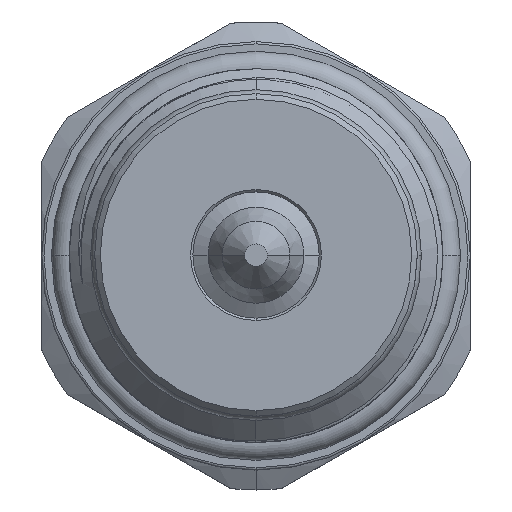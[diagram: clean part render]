
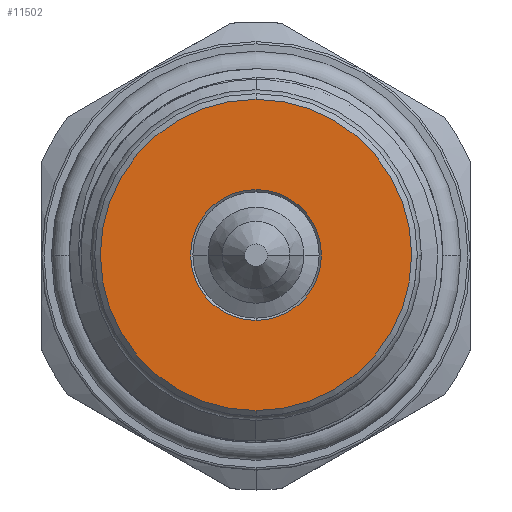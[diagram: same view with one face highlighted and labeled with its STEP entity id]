
A CAD part, top view. The second image highlights one B-rep face of the part: STEP entity #11502.
In plain terms, the highlighted planar face has unit normal (0, 0, 1).
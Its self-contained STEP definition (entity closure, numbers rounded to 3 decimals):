
#615 = CARTESIAN_POINT ( 'NONE',  ( 0., 0., 5. ) ) ;
#616 = DIRECTION ( 'NONE',  ( 0., 0., 1. ) ) ;
#617 = DIRECTION ( 'NONE',  ( 0., 1., 0. ) ) ;
#2877 = EDGE_LOOP ( 'NONE', ( #4187, #4170 ) ) ;
#2948 = EDGE_LOOP ( 'NONE', ( #4169, #4168 ) ) ;
#4168 = ORIENTED_EDGE ( 'NONE', *, *, #7626, .T. ) ;
#4169 = ORIENTED_EDGE ( 'NONE', *, *, #7830, .T. ) ;
#4170 = ORIENTED_EDGE ( 'NONE', *, *, #7831, .T. ) ;
#4187 = ORIENTED_EDGE ( 'NONE', *, *, #7027, .T. ) ;
#4887 = PLANE ( 'NONE',  #7202 ) ;
#4888 = CARTESIAN_POINT ( 'NONE',  ( 0., 0., 5. ) ) ;
#4893 = DIRECTION ( 'NONE',  ( 0., 0., 1. ) ) ;
#4894 = DIRECTION ( 'NONE',  ( 0., 1., 0. ) ) ;
#5627 = CARTESIAN_POINT ( 'NONE',  ( 0., 5.8, 5. ) ) ;
#5629 = CARTESIAN_POINT ( 'NONE',  ( 0., -5.8, 5. ) ) ;
#7027 = EDGE_CURVE ( 'NONE', #10115, #10118, #10057, .T. ) ;
#7202 = AXIS2_PLACEMENT_3D ( 'NONE', #4888, #4893, #4894 ) ;
#7399 = AXIS2_PLACEMENT_3D ( 'NONE', #8553, #8554, #8555 ) ;
#7400 = AXIS2_PLACEMENT_3D ( 'NONE', #8550, #8551, #8552 ) ;
#7450 = AXIS2_PLACEMENT_3D ( 'NONE', #615, #616, #617 ) ;
#7626 = EDGE_CURVE ( 'NONE', #10049, #10046, #11010, .T. ) ;
#7787 = AXIS2_PLACEMENT_3D ( 'NONE', #9431, #9410, #9455 ) ;
#7830 = EDGE_CURVE ( 'NONE', #10046, #10049, #10785, .T. ) ;
#7831 = EDGE_CURVE ( 'NONE', #10118, #10115, #10786, .T. ) ;
#8550 = CARTESIAN_POINT ( 'NONE',  ( 0., 0., 5. ) ) ;
#8551 = DIRECTION ( 'NONE',  ( 0., 0., 1. ) ) ;
#8552 = DIRECTION ( 'NONE',  ( 0., 1., 0. ) ) ;
#8553 = CARTESIAN_POINT ( 'NONE',  ( 0., 0., 5. ) ) ;
#8554 = DIRECTION ( 'NONE',  ( 0., 0., -1. ) ) ;
#8555 = DIRECTION ( 'NONE',  ( 0., 1., 0. ) ) ;
#9108 = CARTESIAN_POINT ( 'NONE',  ( 0., -13.8, 5. ) ) ;
#9110 = CARTESIAN_POINT ( 'NONE',  ( 0., 13.8, 5. ) ) ;
#9410 = DIRECTION ( 'NONE',  ( 0., 0., -1. ) ) ;
#9431 = CARTESIAN_POINT ( 'NONE',  ( 0., 0., 5. ) ) ;
#9455 = DIRECTION ( 'NONE',  ( 0., 1., 0. ) ) ;
#9879 = FACE_OUTER_BOUND ( 'NONE', #2948, .T. ) ;
#10046 = VERTEX_POINT ( 'NONE', #9108 ) ;
#10049 = VERTEX_POINT ( 'NONE', #9110 ) ;
#10057 = CIRCLE ( 'NONE', #7787, 5.8 ) ;
#10115 = VERTEX_POINT ( 'NONE', #5627 ) ;
#10118 = VERTEX_POINT ( 'NONE', #5629 ) ;
#10785 = CIRCLE ( 'NONE', #7400, 13.8 ) ;
#10786 = CIRCLE ( 'NONE', #7399, 5.8 ) ;
#10986 = FACE_BOUND ( 'NONE', #2877, .T. ) ;
#11010 = CIRCLE ( 'NONE', #7450, 13.8 ) ;
#11502 = ADVANCED_FACE ( 'NONE', ( #10986, #9879 ), #4887, .T. ) ;
